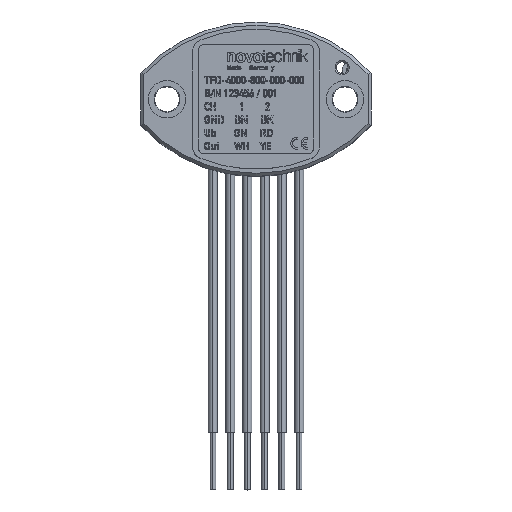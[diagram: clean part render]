
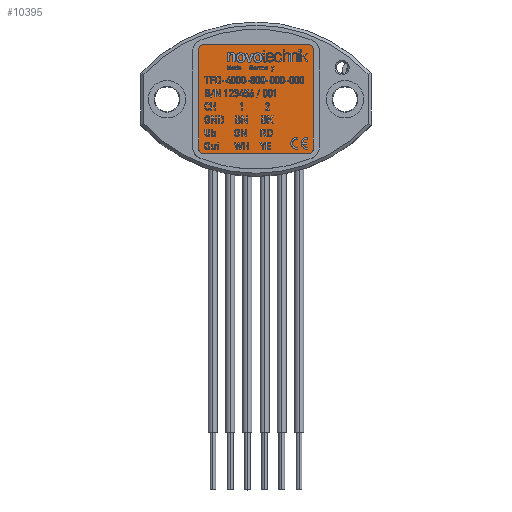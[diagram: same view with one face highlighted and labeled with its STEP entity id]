
A CAD part, top view. The second image highlights one B-rep face of the part: STEP entity #10395.
In plain terms, the highlighted planar face has unit normal (0, 0, 1).
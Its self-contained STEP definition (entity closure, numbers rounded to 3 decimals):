
#370 = CARTESIAN_POINT ( 'NONE',  ( 9., 8.5, 6.7 ) ) ;
#527 = DIRECTION ( 'NONE',  ( 1., 0., 0. ) ) ;
#612 = DIRECTION ( 'NONE',  ( 0., 1., 0. ) ) ;
#2014 = DIRECTION ( 'NONE',  ( 1., 0., 0. ) ) ;
#3202 = VECTOR ( 'NONE', #33443, 1000. ) ;
#3549 = CIRCLE ( 'NONE', #30989, 1. ) ;
#3675 = LINE ( 'NONE', #31183, #22102 ) ;
#3767 = DIRECTION ( 'NONE',  ( 0., 0., 1. ) ) ;
#4077 = AXIS2_PLACEMENT_3D ( 'NONE', #370, #34383, #15683 ) ;
#5511 = CARTESIAN_POINT ( 'NONE',  ( 9., 9.5, 6.7 ) ) ;
#5691 = DIRECTION ( 'NONE',  ( 1., 0., 0. ) ) ;
#5766 = VERTEX_POINT ( 'NONE', #14885 ) ;
#6221 = VERTEX_POINT ( 'NONE', #15782 ) ;
#6624 = VERTEX_POINT ( 'NONE', #39687 ) ;
#7048 = AXIS2_PLACEMENT_3D ( 'NONE', #19094, #3767, #527 ) ;
#8089 = DIRECTION ( 'NONE',  ( 0., 0., 1. ) ) ;
#8095 = ORIENTED_EDGE ( 'NONE', *, *, #17275, .T. ) ;
#8745 = EDGE_CURVE ( 'NONE', #6221, #26047, #10474, .T. ) ;
#9037 = VERTEX_POINT ( 'NONE', #30853 ) ;
#10395 = ADVANCED_FACE ( 'NONE', ( #39366 ), #22343, .T. ) ;
#10474 = LINE ( 'NONE', #5511, #3202 ) ;
#11282 = CIRCLE ( 'NONE', #39768, 1. ) ;
#11628 = ORIENTED_EDGE ( 'NONE', *, *, #15753, .T. ) ;
#12691 = DIRECTION ( 'NONE',  ( 0., 0., 1. ) ) ;
#12882 = DIRECTION ( 'NONE',  ( 0., -1., 0. ) ) ;
#12906 = VERTEX_POINT ( 'NONE', #21015 ) ;
#14205 = VECTOR ( 'NONE', #612, 1000. ) ;
#14451 = ORIENTED_EDGE ( 'NONE', *, *, #32019, .T. ) ;
#14885 = CARTESIAN_POINT ( 'NONE',  ( -10., -8.5, 6.7 ) ) ;
#15651 = CARTESIAN_POINT ( 'NONE',  ( -9., 8.5, 6.7 ) ) ;
#15683 = DIRECTION ( 'NONE',  ( 1., 0., 0. ) ) ;
#15753 = EDGE_CURVE ( 'NONE', #30529, #12906, #29028, .T. ) ;
#15782 = CARTESIAN_POINT ( 'NONE',  ( 9., 9.5, 6.7 ) ) ;
#16335 = EDGE_CURVE ( 'NONE', #9037, #6221, #25166, .T. ) ;
#17275 = EDGE_CURVE ( 'NONE', #6624, #5766, #3675, .T. ) ;
#18751 = DIRECTION ( 'NONE',  ( 1., 0., 0. ) ) ;
#19058 = CIRCLE ( 'NONE', #21033, 1. ) ;
#19094 = CARTESIAN_POINT ( 'NONE',  ( -9., 8.5, 6.7 ) ) ;
#19434 = CARTESIAN_POINT ( 'NONE',  ( 10., -8.5, 6.7 ) ) ;
#19769 = ORIENTED_EDGE ( 'NONE', *, *, #32248, .T. ) ;
#21015 = CARTESIAN_POINT ( 'NONE',  ( 9., -9.5, 6.7 ) ) ;
#21033 = AXIS2_PLACEMENT_3D ( 'NONE', #32772, #8089, #2014 ) ;
#22102 = VECTOR ( 'NONE', #12882, 1000. ) ;
#22343 = PLANE ( 'NONE',  #7048 ) ;
#23876 = LINE ( 'NONE', #19434, #14205 ) ;
#24430 = CARTESIAN_POINT ( 'NONE',  ( -9., -9.5, 6.7 ) ) ;
#24760 = DIRECTION ( 'NONE',  ( 1., 0., 0. ) ) ;
#25166 = CIRCLE ( 'NONE', #4077, 1. ) ;
#26047 = VERTEX_POINT ( 'NONE', #32452 ) ;
#26478 = CARTESIAN_POINT ( 'NONE',  ( 10., -8.5, 6.7 ) ) ;
#29028 = LINE ( 'NONE', #24430, #36263 ) ;
#30529 = VERTEX_POINT ( 'NONE', #35574 ) ;
#30853 = CARTESIAN_POINT ( 'NONE',  ( 10., 8.5, 6.7 ) ) ;
#30989 = AXIS2_PLACEMENT_3D ( 'NONE', #15651, #12691, #18751 ) ;
#31124 = CARTESIAN_POINT ( 'NONE',  ( -9., -8.5, 6.7 ) ) ;
#31183 = CARTESIAN_POINT ( 'NONE',  ( -10., 8.5, 6.7 ) ) ;
#31394 = DIRECTION ( 'NONE',  ( 0., 0., 1. ) ) ;
#32019 = EDGE_CURVE ( 'NONE', #26047, #6624, #3549, .T. ) ;
#32080 = EDGE_CURVE ( 'NONE', #5766, #30529, #11282, .T. ) ;
#32248 = EDGE_CURVE ( 'NONE', #39517, #9037, #23876, .T. ) ;
#32452 = CARTESIAN_POINT ( 'NONE',  ( -9., 9.5, 6.7 ) ) ;
#32772 = CARTESIAN_POINT ( 'NONE',  ( 9., -8.5, 6.7 ) ) ;
#33443 = DIRECTION ( 'NONE',  ( -1., 0., 0. ) ) ;
#34383 = DIRECTION ( 'NONE',  ( 0., 0., 1. ) ) ;
#35574 = CARTESIAN_POINT ( 'NONE',  ( -9., -9.5, 6.7 ) ) ;
#35777 = ORIENTED_EDGE ( 'NONE', *, *, #16335, .T. ) ;
#36263 = VECTOR ( 'NONE', #5691, 1000. ) ;
#36807 = ORIENTED_EDGE ( 'NONE', *, *, #8745, .T. ) ;
#37396 = EDGE_CURVE ( 'NONE', #12906, #39517, #19058, .T. ) ;
#37600 = EDGE_LOOP ( 'NONE', ( #14451, #8095, #39165, #11628, #37986, #19769, #35777, #36807 ) ) ;
#37986 = ORIENTED_EDGE ( 'NONE', *, *, #37396, .T. ) ;
#39165 = ORIENTED_EDGE ( 'NONE', *, *, #32080, .T. ) ;
#39366 = FACE_OUTER_BOUND ( 'NONE', #37600, .T. ) ;
#39517 = VERTEX_POINT ( 'NONE', #26478 ) ;
#39687 = CARTESIAN_POINT ( 'NONE',  ( -10., 8.5, 6.7 ) ) ;
#39768 = AXIS2_PLACEMENT_3D ( 'NONE', #31124, #31394, #24760 ) ;
